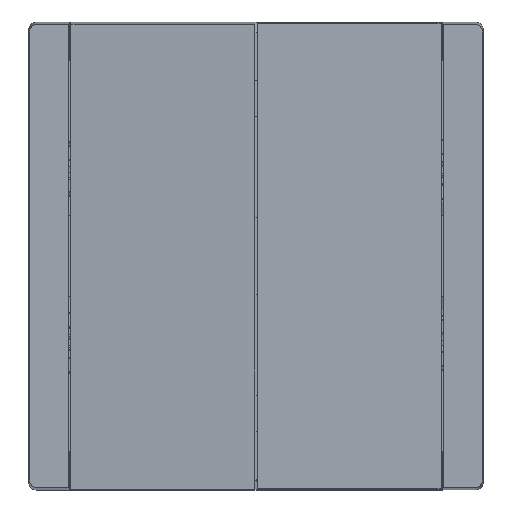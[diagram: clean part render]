
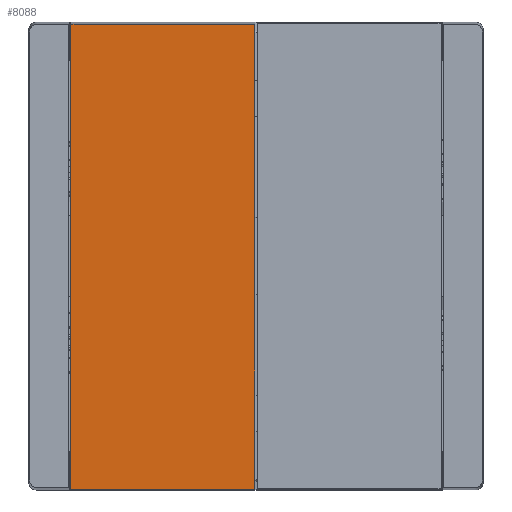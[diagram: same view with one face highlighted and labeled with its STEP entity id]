
A CAD part, top view. The second image highlights one B-rep face of the part: STEP entity #8088.
In plain terms, the highlighted planar face has unit normal (0, -0.04, 0.999).
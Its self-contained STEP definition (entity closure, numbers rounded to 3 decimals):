
#36 = ORIENTED_EDGE ( 'NONE', *, *, #13533, .T. ) ;
#256 = DIRECTION ( 'NONE',  ( -1., 0., 0. ) ) ;
#835 = EDGE_CURVE ( 'NONE', #14977, #3976, #15403, .T. ) ;
#2372 = CARTESIAN_POINT ( 'NONE',  ( -235.2, -44.373, 7.969 ) ) ;
#2406 = VECTOR ( 'NONE', #24266, 1000. ) ;
#2586 = EDGE_LOOP ( 'NONE', ( #36319, #37537, #36, #28167 ) ) ;
#2625 = CARTESIAN_POINT ( 'NONE',  ( -200.2, -44.373, 7.969 ) ) ;
#3976 = VERTEX_POINT ( 'NONE', #35503 ) ;
#5965 = EDGE_CURVE ( 'NONE', #3976, #12484, #14373, .T. ) ;
#6300 = VECTOR ( 'NONE', #30329, 1000. ) ;
#7211 = CARTESIAN_POINT ( 'NONE',  ( -235.2, -44.373, 7.969 ) ) ;
#8088 = ADVANCED_FACE ( 'NONE', ( #21391 ), #9343, .T. ) ;
#8650 = CARTESIAN_POINT ( 'NONE',  ( -200.2, 44.084, 11.521 ) ) ;
#9343 = PLANE ( 'NONE',  #35026 ) ;
#11996 = CARTESIAN_POINT ( 'NONE',  ( -235.2, 44.084, 11.521 ) ) ;
#12484 = VERTEX_POINT ( 'NONE', #11996 ) ;
#12907 = CARTESIAN_POINT ( 'NONE',  ( -200.2, -44.373, 7.969 ) ) ;
#13533 = EDGE_CURVE ( 'NONE', #12484, #34518, #20063, .T. ) ;
#14373 = LINE ( 'NONE', #8650, #29554 ) ;
#14977 = VERTEX_POINT ( 'NONE', #2625 ) ;
#15403 = LINE ( 'NONE', #12907, #6300 ) ;
#16887 = EDGE_CURVE ( 'NONE', #34518, #14977, #19069, .T. ) ;
#17755 = CARTESIAN_POINT ( 'NONE',  ( 0., -0.391, 9.735 ) ) ;
#18705 = VECTOR ( 'NONE', #30736, 1000. ) ;
#19069 = LINE ( 'NONE', #7211, #18705 ) ;
#20063 = LINE ( 'NONE', #31725, #2406 ) ;
#21391 = FACE_OUTER_BOUND ( 'NONE', #2586, .T. ) ;
#24266 = DIRECTION ( 'NONE',  ( 0., -0.999, -0.04 ) ) ;
#26769 = DIRECTION ( 'NONE',  ( 0., -0.999, -0.04 ) ) ;
#28167 = ORIENTED_EDGE ( 'NONE', *, *, #16887, .T. ) ;
#29554 = VECTOR ( 'NONE', #256, 1000. ) ;
#30186 = DIRECTION ( 'NONE',  ( 0., -0.04, 0.999 ) ) ;
#30329 = DIRECTION ( 'NONE',  ( 0., 0.999, 0.04 ) ) ;
#30736 = DIRECTION ( 'NONE',  ( 1., 0., 0. ) ) ;
#31725 = CARTESIAN_POINT ( 'NONE',  ( -235.2, 44.084, 11.521 ) ) ;
#34518 = VERTEX_POINT ( 'NONE', #2372 ) ;
#35026 = AXIS2_PLACEMENT_3D ( 'NONE', #17755, #30186, #26769 ) ;
#35503 = CARTESIAN_POINT ( 'NONE',  ( -200.2, 44.084, 11.521 ) ) ;
#36319 = ORIENTED_EDGE ( 'NONE', *, *, #835, .T. ) ;
#37537 = ORIENTED_EDGE ( 'NONE', *, *, #5965, .T. ) ;
